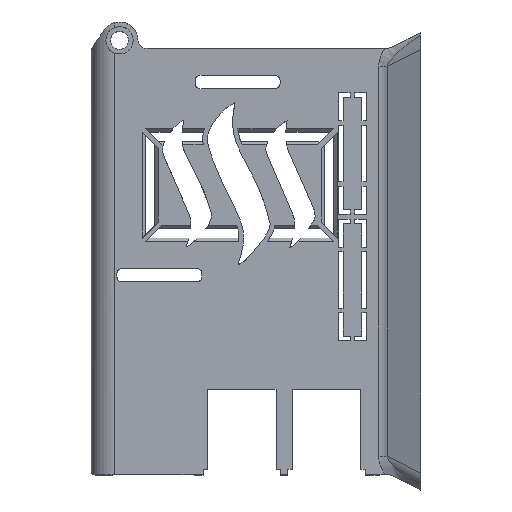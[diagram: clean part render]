
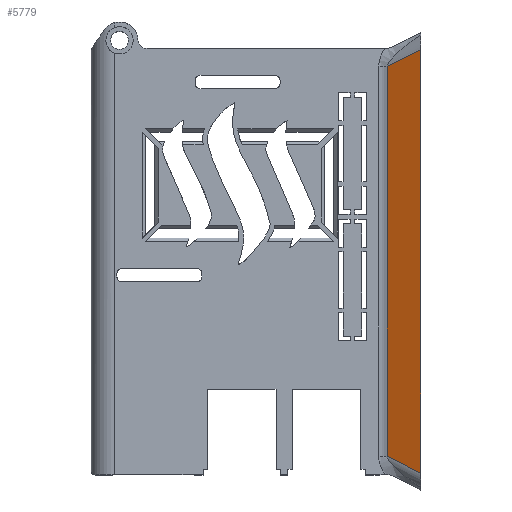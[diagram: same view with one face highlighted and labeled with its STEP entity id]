
A CAD part, top view. The second image highlights one B-rep face of the part: STEP entity #5779.
In plain terms, the highlighted face is planar.
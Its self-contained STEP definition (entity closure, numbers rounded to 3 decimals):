
#175=PLANE('',#6109);
#413=FACE_OUTER_BOUND('',#723,.T.);
#723=EDGE_LOOP('',(#4294,#4295,#4296,#4297));
#1067=LINE('',#7894,#1716);
#1227=LINE('',#8969,#1876);
#1228=LINE('',#9005,#1877);
#1229=LINE('',#9007,#1878);
#1716=VECTOR('',#6393,10.);
#1876=VECTOR('',#6633,10.);
#1877=VECTOR('',#6638,10.);
#1878=VECTOR('',#6641,10.);
#2507=VERTEX_POINT('',#7891);
#2508=VERTEX_POINT('',#7893);
#2719=VERTEX_POINT('',#8963);
#2720=VERTEX_POINT('',#8967);
#3101=EDGE_CURVE('',#2507,#2508,#1067,.T.);
#3336=EDGE_CURVE('',#2719,#2720,#1227,.T.);
#3339=EDGE_CURVE('',#2720,#2507,#1228,.T.);
#3340=EDGE_CURVE('',#2508,#2719,#1229,.T.);
#4294=ORIENTED_EDGE('',*,*,#3336,.F.);
#4295=ORIENTED_EDGE('',*,*,#3340,.F.);
#4296=ORIENTED_EDGE('',*,*,#3101,.F.);
#4297=ORIENTED_EDGE('',*,*,#3339,.F.);
#5779=ADVANCED_FACE('',(#413),#175,.F.);
#6109=AXIS2_PLACEMENT_3D('',#9006,#6639,#6640);
#6393=DIRECTION('',(0.,0.,1.));
#6633=DIRECTION('',(0.,0.,-1.));
#6638=DIRECTION('',(0.816,0.408,-0.408));
#6639=DIRECTION('center_axis',(0.447,-0.894,0.));
#6640=DIRECTION('ref_axis',(-0.894,-0.447,0.));
#6641=DIRECTION('',(-0.816,-0.408,-0.408));
#7891=CARTESIAN_POINT('',(70.,6.,-94.789));
#7893=CARTESIAN_POINT('',(70.,6.,-4.778));
#7894=CARTESIAN_POINT('',(70.,6.,-98.367));
#8963=CARTESIAN_POINT('',(62.845,2.422,-8.355));
#8967=CARTESIAN_POINT('',(62.845,2.422,-91.211));
#8969=CARTESIAN_POINT('',(62.845,2.422,-49.183));
#9005=CARTESIAN_POINT('',(68.443,5.221,-94.01));
#9006=CARTESIAN_POINT('Origin',(70.,6.,-98.367));
#9007=CARTESIAN_POINT('',(54.998,-1.501,-12.279));
